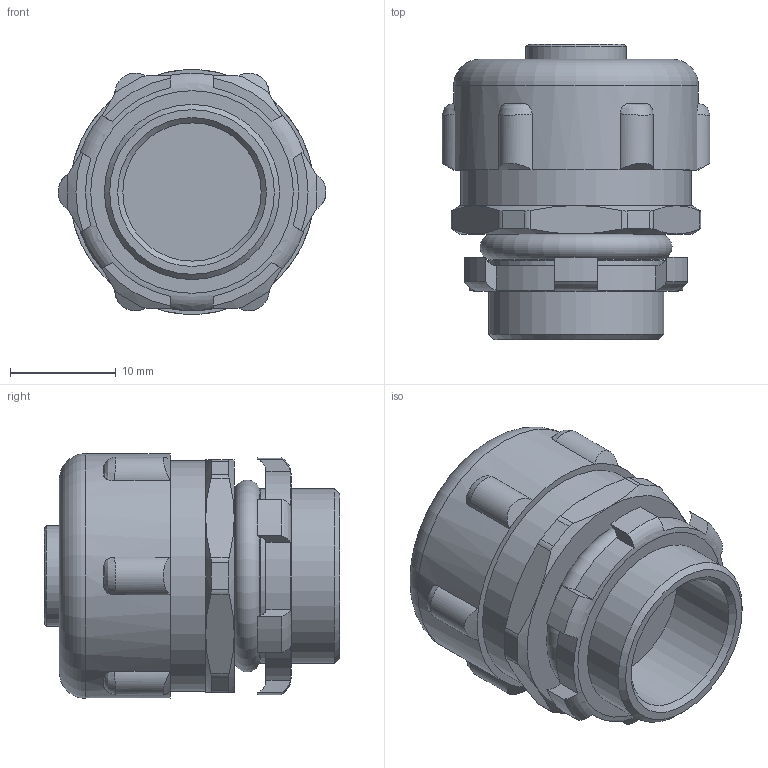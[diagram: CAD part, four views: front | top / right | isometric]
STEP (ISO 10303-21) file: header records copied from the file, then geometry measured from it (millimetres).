
FILE_DESCRIPTION(/* description */ ('','CAx-IF Rec.Pracs.---Representation and Presentation of Product Manufacturing Information (PMI)---4.0---2014-10-13'),/* implementation_level */ '2;1');
FILE_NAME(/* name */ 'ЗЭТАРУС РКН-10.stp',/* time_stamp */ '2023-02-28T14:53:45+07:00',/* author */ ('zeta-09'),/* organization */ (''),/* preprocessor_version */ 'ST-DEVELOPER v18.1',/* originating_system */ 'Autodesk Inventor 2021',/* authorisation */ '');
FILE_SCHEMA (('AP242_MANAGED_MODEL_BASED_3D_ENGINEERING_MIM_LF { 1 0 10303 442 1 1 4 }'));
Length unit declared in the file: millimetre
Products named in the file (1): Деталь3
Bounding box: 25.4 x 28 x 23.2 mm (x, y, z)
Volume: 8253.6 mm3; surface area: 3833.5 mm2
Topology: 1 solids, 3 shells, 114 faces, 281 edges, 180 vertices
Faces by surface type: cylinder 38, plane 37, cone 24, torus 9, bspline 6
Full cylindrical faces by diameter (mm): 8.1 x1, 9.5 x1, 13.1 x1, 16.6 x2, 16.75 x1, 21.8 x1, 23.2 x1
Entity records: 4597 total; most frequent: CARTESIAN_POINT 1827, ORIENTED_EDGE 560, DIRECTION 506, EDGE_CURVE 281, AXIS2_PLACEMENT_3D 216, VERTEX_POINT 180, EDGE_LOOP 123, FACE_OUTER_BOUND 114
